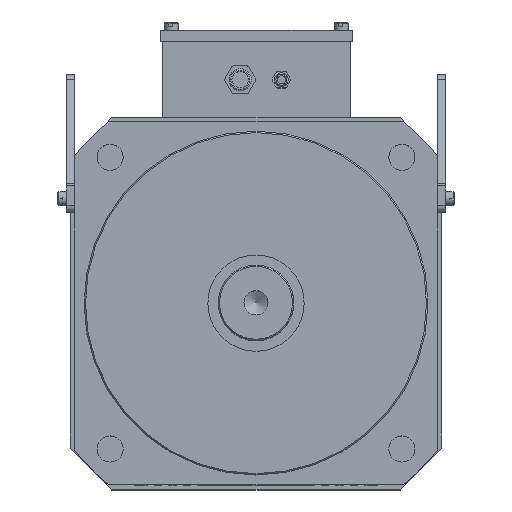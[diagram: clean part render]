
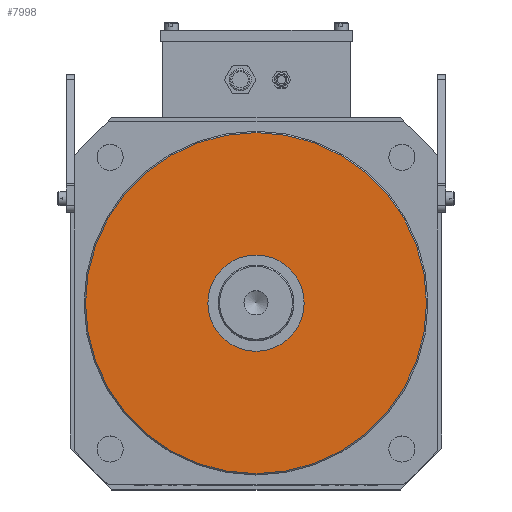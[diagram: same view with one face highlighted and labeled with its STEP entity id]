
A CAD part, top view. The second image highlights one B-rep face of the part: STEP entity #7998.
In plain terms, the highlighted planar face has unit normal (0, 0, 1).
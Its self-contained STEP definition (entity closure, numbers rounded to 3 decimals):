
#1646 = AXIS2_PLACEMENT_3D ( 'NONE', #7611, #12535, #9380 ) ;
#2266 = AXIS2_PLACEMENT_3D ( 'NONE', #9897, #8699, #4629 ) ;
#2767 = AXIS2_PLACEMENT_3D ( 'NONE', #4517, #4589, #8807 ) ;
#4091 = CIRCLE ( 'NONE', #1646, 124. ) ;
#4517 = CARTESIAN_POINT ( 'NONE',  ( 137.566, 317.403, -467.752 ) ) ;
#4589 = DIRECTION ( 'NONE',  ( 0., 0., 1. ) ) ;
#4629 = DIRECTION ( 'NONE',  ( 1., 0., 0. ) ) ;
#4802 = VERTEX_POINT ( 'NONE', #9347 ) ;
#5485 = FACE_BOUND ( 'NONE', #6964, .T. ) ;
#5701 = CIRCLE ( 'NONE', #2767, 35. ) ;
#6964 = EDGE_LOOP ( 'NONE', ( #10298 ) ) ;
#7611 = CARTESIAN_POINT ( 'NONE',  ( 137.566, 317.403, -467.752 ) ) ;
#7998 = ADVANCED_FACE ( 'NONE', ( #8634, #5485 ), #12010, .T. ) ;
#8625 = ORIENTED_EDGE ( 'NONE', *, *, #10001, .T. ) ;
#8634 = FACE_OUTER_BOUND ( 'NONE', #13321, .T. ) ;
#8699 = DIRECTION ( 'NONE',  ( 0., 0., 1. ) ) ;
#8807 = DIRECTION ( 'NONE',  ( 1., 0., 0. ) ) ;
#9347 = CARTESIAN_POINT ( 'NONE',  ( 172.566, 317.403, -467.752 ) ) ;
#9380 = DIRECTION ( 'NONE',  ( 1., 0., 0. ) ) ;
#9897 = CARTESIAN_POINT ( 'NONE',  ( 137.566, 317.403, -467.752 ) ) ;
#10001 = EDGE_CURVE ( 'NONE', #13558, #13558, #4091, .T. ) ;
#10160 = EDGE_CURVE ( 'NONE', #4802, #4802, #5701, .T. ) ;
#10298 = ORIENTED_EDGE ( 'NONE', *, *, #10160, .F. ) ;
#10410 = CARTESIAN_POINT ( 'NONE',  ( 261.566, 317.403, -467.752 ) ) ;
#12010 = PLANE ( 'NONE',  #2266 ) ;
#12535 = DIRECTION ( 'NONE',  ( 0., 0., 1. ) ) ;
#13321 = EDGE_LOOP ( 'NONE', ( #8625 ) ) ;
#13558 = VERTEX_POINT ( 'NONE', #10410 ) ;
